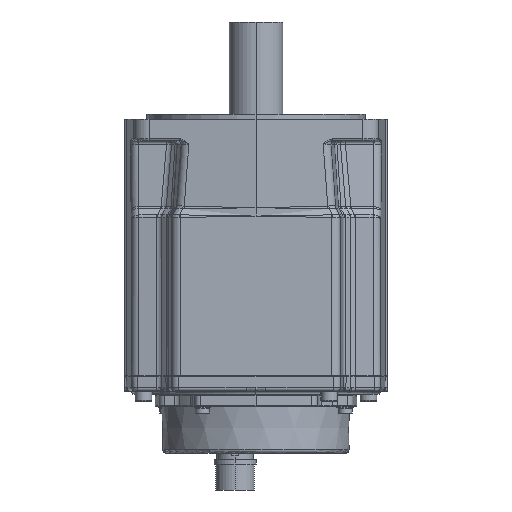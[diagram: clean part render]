
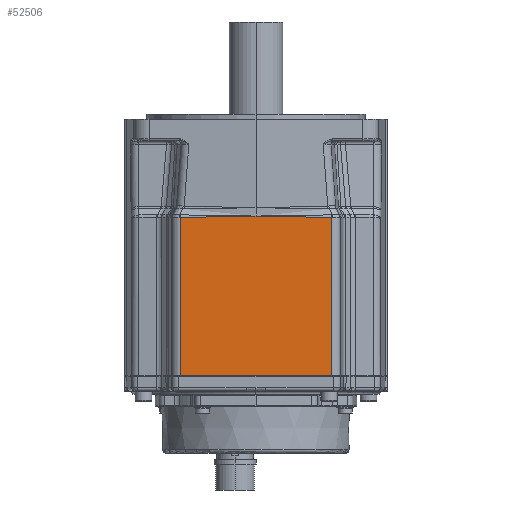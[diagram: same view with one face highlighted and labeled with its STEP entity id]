
A CAD part, front view. The second image highlights one B-rep face of the part: STEP entity #52506.
In plain terms, the highlighted planar face has unit normal (0, -1, 0).
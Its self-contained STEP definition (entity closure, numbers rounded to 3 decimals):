
#3818=CARTESIAN_POINT('',(-45.147,-77.5,
81.565));
#3842=DIRECTION('',(0.,0.,-1.));
#3843=VECTOR('',#3842,94.465);
#3844=CARTESIAN_POINT('',(-45.147,-77.5,
81.565));
#3845=LINE('',#3844,#3843);
#4660=DIRECTION('',(1.,0.,0.));
#4661=VECTOR('',#4660,90.294);
#4662=CARTESIAN_POINT('',(-45.147,-77.5,-12.9));
#4663=LINE('',#4662,#4661);
#4664=CARTESIAN_POINT('',(0.,-77.5,82.4));
#4665=CARTESIAN_POINT('',(-5.549,-77.5,82.29));
#4666=CARTESIAN_POINT('',(-16.294,-77.5,
82.075));
#4667=CARTESIAN_POINT('',(-31.403,-77.5,
81.792));
#4668=CARTESIAN_POINT('',(-40.69,-77.5,
81.636));
#4669=CARTESIAN_POINT('',(-45.147,-77.5,
81.565));
#4692=CARTESIAN_POINT('',(45.147,-77.5,81.565));
#4693=CARTESIAN_POINT('',(40.69,-77.5,81.636));
#4694=CARTESIAN_POINT('',(31.403,-77.5,81.792));
#4695=CARTESIAN_POINT('',(16.294,-77.5,82.075));
#4696=CARTESIAN_POINT('',(5.549,-77.5,82.29));
#4697=CARTESIAN_POINT('',(0.,-77.5,82.4));
#5577=DIRECTION('',(0.,0.,1.));
#5578=VECTOR('',#5577,94.465);
#5579=CARTESIAN_POINT('',(45.147,-77.5,-12.9));
#5580=LINE('',#5579,#5578);
#41083=VERTEX_POINT('',#3818);
#41085=VERTEX_POINT('',#4664);
#41087=VERTEX_POINT('',#4692);
#41348=CARTESIAN_POINT('',(-45.147,-77.5,-12.9));
#41349=CARTESIAN_POINT('',(45.147,-77.5,-12.9));
#41350=VERTEX_POINT('',#41348);
#41351=VERTEX_POINT('',#41349);
#52491=CARTESIAN_POINT('',(-77.5,-77.5,141.9));
#52492=DIRECTION('',(0.,-1.,0.));
#52493=DIRECTION('',(1.,0.,0.));
#52494=AXIS2_PLACEMENT_3D('',#52491,#52492,#52493);
#52495=PLANE('',#52494);
#52496=ORIENTED_EDGE('',*,*,#52478,.F.);
#52497=ORIENTED_EDGE('',*,*,#51261,.F.);
#52499=ORIENTED_EDGE('',*,*,#52498,.F.);
#52501=ORIENTED_EDGE('',*,*,#52500,.F.);
#52503=ORIENTED_EDGE('',*,*,#52502,.F.);
#52504=EDGE_LOOP('',(#52496,#52497,#52499,#52501,#52503));
#52505=FACE_OUTER_BOUND('',#52504,.F.);
#52506=ADVANCED_FACE('',(#52505),#52495,.T.);
#4670=B_SPLINE_CURVE_WITH_KNOTS('',3,(#4664,#4665,#4666,#4667,#4668,#4669),
.UNSPECIFIED.,.F.,.F.,(4,1,1,4),(0.,0.333,0.667,1.),
.UNSPECIFIED.);
#4698=B_SPLINE_CURVE_WITH_KNOTS('',3,(#4692,#4693,#4694,#4695,#4696,#4697),
.UNSPECIFIED.,.F.,.F.,(4,1,1,4),(0.,0.333,0.667,1.),
.UNSPECIFIED.);
#51261=EDGE_CURVE('',#41083,#41350,#3845,.T.);
#52478=EDGE_CURVE('',#41350,#41351,#4663,.T.);
#52498=EDGE_CURVE('',#41085,#41083,#4670,.T.);
#52500=EDGE_CURVE('',#41087,#41085,#4698,.T.);
#52502=EDGE_CURVE('',#41351,#41087,#5580,.T.);
